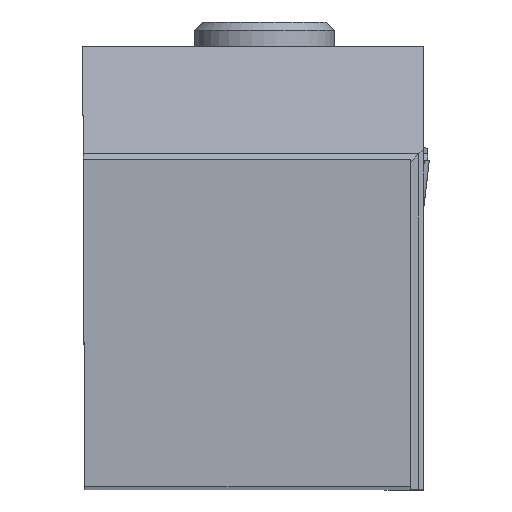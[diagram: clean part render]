
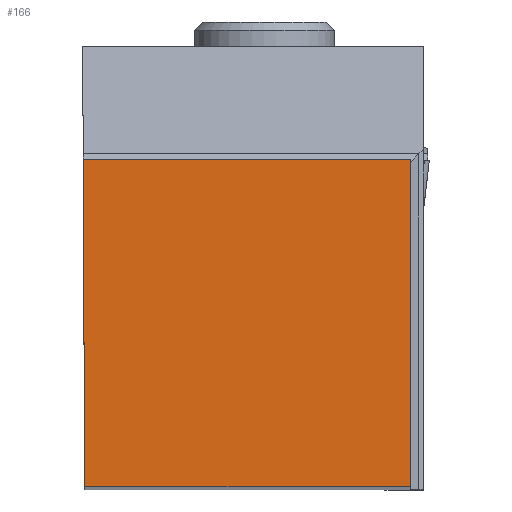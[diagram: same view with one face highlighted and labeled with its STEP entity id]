
A CAD part, top view. The second image highlights one B-rep face of the part: STEP entity #166.
In plain terms, the highlighted planar face has unit normal (0, 0, 1).
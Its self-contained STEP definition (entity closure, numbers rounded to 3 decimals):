
#166=ADVANCED_FACE('BLANK_BOXF006',(#276),#218,.F.);
#218=PLANE('',#1345);
#276=FACE_OUTER_BOUND('',#336,.T.);
#336=EDGE_LOOP('',(#597,#598,#599,#600));
#597=ORIENTED_EDGE('',*,*,#928,.T.);
#598=ORIENTED_EDGE('',*,*,#929,.T.);
#599=ORIENTED_EDGE('',*,*,#924,.T.);
#600=ORIENTED_EDGE('',*,*,#918,.T.);
#773=VERTEX_POINT('',#2221);
#774=VERTEX_POINT('',#2223);
#777=VERTEX_POINT('',#2234);
#780=VERTEX_POINT('',#2242);
#918=EDGE_CURVE('',#774,#773,#1051,.T.);
#924=EDGE_CURVE('',#777,#774,#1057,.T.);
#928=EDGE_CURVE('',#773,#780,#1061,.T.);
#929=EDGE_CURVE('',#780,#777,#1062,.T.);
#1051=LINE('',#2222,#1182);
#1057=LINE('',#2233,#1188);
#1061=LINE('',#2241,#1192);
#1062=LINE('',#2243,#1193);
#1182=VECTOR('',#1573,1.);
#1188=VECTOR('',#1583,1.);
#1192=VECTOR('',#1589,1.);
#1193=VECTOR('',#1590,1.);
#1345=AXIS2_PLACEMENT_3D('',#2244,#1591,#1592);
#1573=DIRECTION('',(1.,0.,0.));
#1583=DIRECTION('',(0.004,-1.,0.));
#1589=DIRECTION('',(0.,1.,0.));
#1590=DIRECTION('',(-1.,0.,0.));
#1591=DIRECTION('',(0.,0.,-1.));
#1592=DIRECTION('',(0.,-1.,0.));
#2221=CARTESIAN_POINT('',(19.875,0.,0.));
#2222=CARTESIAN_POINT('',(-122.85,0.,0.));
#2223=CARTESIAN_POINT('',(0.087,0.,0.));
#2233=CARTESIAN_POINT('',(-0.449,122.849,0.));
#2234=CARTESIAN_POINT('',(0.,19.875,0.));
#2241=CARTESIAN_POINT('',(19.875,-122.85,0.));
#2242=CARTESIAN_POINT('',(19.875,19.875,0.));
#2243=CARTESIAN_POINT('',(122.85,19.875,0.));
#2244=CARTESIAN_POINT('',(20.675,-5.,0.));
